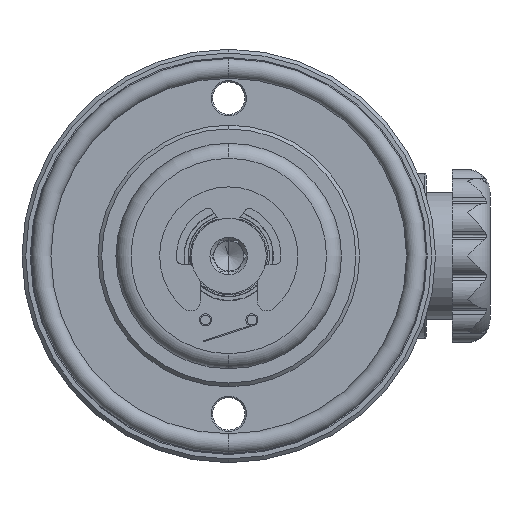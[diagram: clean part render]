
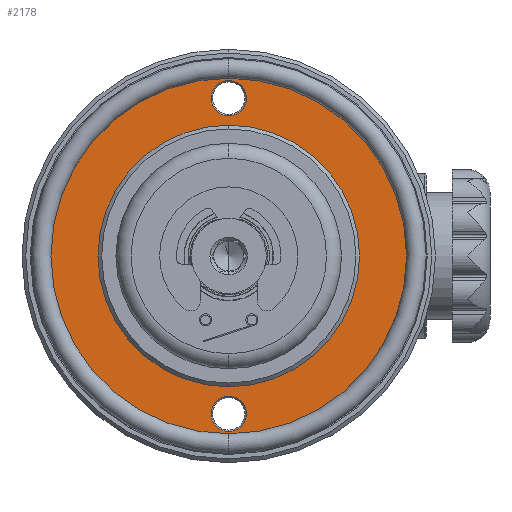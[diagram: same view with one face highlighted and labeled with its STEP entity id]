
A CAD part, front view. The second image highlights one B-rep face of the part: STEP entity #2178.
In plain terms, the highlighted planar face has unit normal (0, -1, 0).
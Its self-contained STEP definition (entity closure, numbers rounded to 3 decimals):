
#736 = AXIS2_PLACEMENT_3D ( 'NONE', #6660, #20774, #9775 ) ;
#1385 = CIRCLE ( 'NONE', #24244, 17.4 ) ;
#1628 = EDGE_CURVE ( 'NONE', #23413, #30226, #6724, .T. ) ;
#2178 = ADVANCED_FACE ( 'NONE', ( #12599, #9818, #25536, #9990 ), #7583, .F. ) ;
#2412 = CARTESIAN_POINT ( 'NONE',  ( 0., -10., 23.65 ) ) ;
#2639 = CIRCLE ( 'NONE', #34357, 2.35 ) ;
#4956 = DIRECTION ( 'NONE',  ( 0., 1., 0. ) ) ;
#5294 = CARTESIAN_POINT ( 'NONE',  ( 0., -10., 18.65 ) ) ;
#5343 = ORIENTED_EDGE ( 'NONE', *, *, #22491, .T. ) ;
#5363 = EDGE_LOOP ( 'NONE', ( #17436, #5343 ) ) ;
#5425 = EDGE_CURVE ( 'NONE', #31787, #23989, #10951, .T. ) ;
#6660 = CARTESIAN_POINT ( 'NONE',  ( 0., -10., 21. ) ) ;
#6724 = CIRCLE ( 'NONE', #25100, 23.65 ) ;
#6849 = DIRECTION ( 'NONE',  ( 0., 0., 1. ) ) ;
#7306 = DIRECTION ( 'NONE',  ( 0., 1., 0. ) ) ;
#7583 = PLANE ( 'NONE',  #8468 ) ;
#8010 = DIRECTION ( 'NONE',  ( 0., 0., 1. ) ) ;
#8075 = CARTESIAN_POINT ( 'NONE',  ( 0., -10., 0. ) ) ;
#8468 = AXIS2_PLACEMENT_3D ( 'NONE', #18215, #4956, #26247 ) ;
#9062 = CIRCLE ( 'NONE', #21327, 17.4 ) ;
#9386 = ORIENTED_EDGE ( 'NONE', *, *, #28827, .F. ) ;
#9439 = CARTESIAN_POINT ( 'NONE',  ( 0., -10., -23.65 ) ) ;
#9775 = DIRECTION ( 'NONE',  ( 0., 0., 1. ) ) ;
#9818 = FACE_BOUND ( 'NONE', #27784, .T. ) ;
#9982 = EDGE_CURVE ( 'NONE', #26509, #21212, #12335, .T. ) ;
#9990 = FACE_OUTER_BOUND ( 'NONE', #15280, .T. ) ;
#10326 = EDGE_CURVE ( 'NONE', #33744, #17078, #9062, .T. ) ;
#10421 = CARTESIAN_POINT ( 'NONE',  ( 0., -10., 0. ) ) ;
#10951 = CIRCLE ( 'NONE', #29911, 2.35 ) ;
#11657 = ORIENTED_EDGE ( 'NONE', *, *, #5425, .T. ) ;
#11831 = CARTESIAN_POINT ( 'NONE',  ( 0., -10., -21. ) ) ;
#12335 = CIRCLE ( 'NONE', #26300, 2.35 ) ;
#12523 = DIRECTION ( 'NONE',  ( 0., 0., 1. ) ) ;
#12599 = FACE_BOUND ( 'NONE', #33162, .T. ) ;
#13523 = CIRCLE ( 'NONE', #736, 2.35 ) ;
#13636 = ORIENTED_EDGE ( 'NONE', *, *, #24418, .T. ) ;
#14345 = DIRECTION ( 'NONE',  ( 0., 1., 0. ) ) ;
#14620 = DIRECTION ( 'NONE',  ( 0., 1., 0. ) ) ;
#15205 = DIRECTION ( 'NONE',  ( 0., 0., 1. ) ) ;
#15280 = EDGE_LOOP ( 'NONE', ( #20444, #9386 ) ) ;
#15518 = DIRECTION ( 'NONE',  ( 0., 0., 1. ) ) ;
#15783 = EDGE_CURVE ( 'NONE', #21212, #26509, #13523, .T. ) ;
#17078 = VERTEX_POINT ( 'NONE', #26322 ) ;
#17436 = ORIENTED_EDGE ( 'NONE', *, *, #10326, .T. ) ;
#17815 = DIRECTION ( 'NONE',  ( 0., 1., 0. ) ) ;
#18182 = CIRCLE ( 'NONE', #19340, 23.65 ) ;
#18215 = CARTESIAN_POINT ( 'NONE',  ( 27.5, -10., 0. ) ) ;
#19340 = AXIS2_PLACEMENT_3D ( 'NONE', #22220, #14345, #33180 ) ;
#19940 = CARTESIAN_POINT ( 'NONE',  ( 0., -10., 21. ) ) ;
#20444 = ORIENTED_EDGE ( 'NONE', *, *, #1628, .F. ) ;
#20465 = CARTESIAN_POINT ( 'NONE',  ( 0., -10., -21. ) ) ;
#20512 = ORIENTED_EDGE ( 'NONE', *, *, #15783, .T. ) ;
#20774 = DIRECTION ( 'NONE',  ( 0., 1., 0. ) ) ;
#21212 = VERTEX_POINT ( 'NONE', #34171 ) ;
#21264 = DIRECTION ( 'NONE',  ( 0., 1., 0. ) ) ;
#21327 = AXIS2_PLACEMENT_3D ( 'NONE', #8075, #31430, #15518 ) ;
#21952 = ORIENTED_EDGE ( 'NONE', *, *, #9982, .T. ) ;
#22220 = CARTESIAN_POINT ( 'NONE',  ( 0., -10., 0. ) ) ;
#22491 = EDGE_CURVE ( 'NONE', #17078, #33744, #1385, .T. ) ;
#23413 = VERTEX_POINT ( 'NONE', #2412 ) ;
#23989 = VERTEX_POINT ( 'NONE', #24700 ) ;
#24244 = AXIS2_PLACEMENT_3D ( 'NONE', #10421, #21264, #8010 ) ;
#24418 = EDGE_CURVE ( 'NONE', #23989, #31787, #2639, .T. ) ;
#24700 = CARTESIAN_POINT ( 'NONE',  ( 0., -10., -18.65 ) ) ;
#25100 = AXIS2_PLACEMENT_3D ( 'NONE', #28760, #7306, #12523 ) ;
#25285 = DIRECTION ( 'NONE',  ( 0., 0., 1. ) ) ;
#25536 = FACE_BOUND ( 'NONE', #5363, .T. ) ;
#25615 = CARTESIAN_POINT ( 'NONE',  ( 0., -10., 17.4 ) ) ;
#26247 = DIRECTION ( 'NONE',  ( 0., 0., 1. ) ) ;
#26300 = AXIS2_PLACEMENT_3D ( 'NONE', #19940, #17815, #6849 ) ;
#26322 = CARTESIAN_POINT ( 'NONE',  ( 0., -10., -17.4 ) ) ;
#26509 = VERTEX_POINT ( 'NONE', #5294 ) ;
#27784 = EDGE_LOOP ( 'NONE', ( #11657, #13636 ) ) ;
#28760 = CARTESIAN_POINT ( 'NONE',  ( 0., -10., 0. ) ) ;
#28827 = EDGE_CURVE ( 'NONE', #30226, #23413, #18182, .T. ) ;
#29911 = AXIS2_PLACEMENT_3D ( 'NONE', #20465, #31114, #15205 ) ;
#30226 = VERTEX_POINT ( 'NONE', #9439 ) ;
#31114 = DIRECTION ( 'NONE',  ( 0., 1., 0. ) ) ;
#31430 = DIRECTION ( 'NONE',  ( 0., 1., 0. ) ) ;
#31787 = VERTEX_POINT ( 'NONE', #34050 ) ;
#33162 = EDGE_LOOP ( 'NONE', ( #21952, #20512 ) ) ;
#33180 = DIRECTION ( 'NONE',  ( 0., 0., 1. ) ) ;
#33744 = VERTEX_POINT ( 'NONE', #25615 ) ;
#34050 = CARTESIAN_POINT ( 'NONE',  ( 0., -10., -23.35 ) ) ;
#34171 = CARTESIAN_POINT ( 'NONE',  ( 0., -10., 23.35 ) ) ;
#34357 = AXIS2_PLACEMENT_3D ( 'NONE', #11831, #14620, #25285 ) ;
